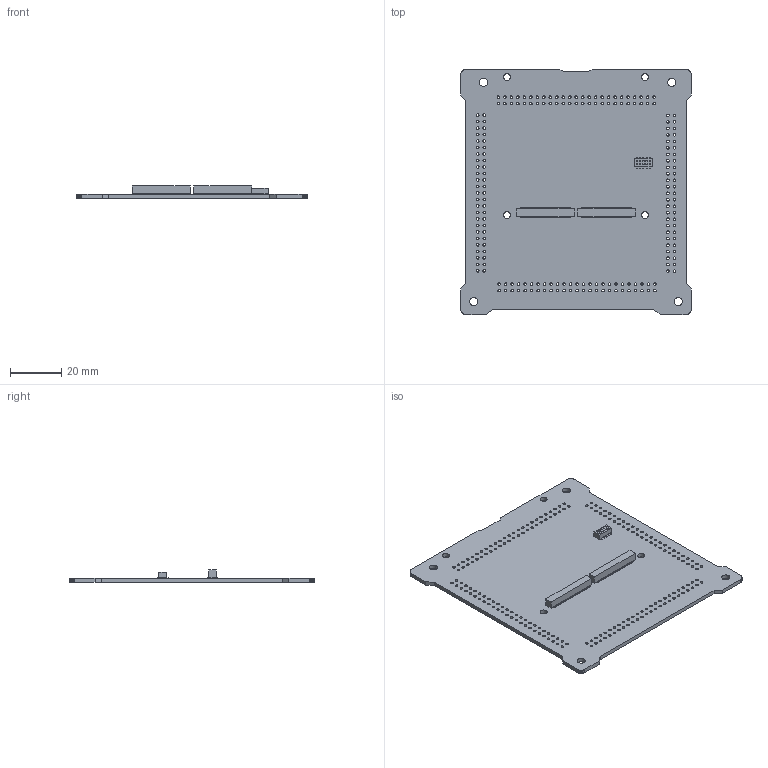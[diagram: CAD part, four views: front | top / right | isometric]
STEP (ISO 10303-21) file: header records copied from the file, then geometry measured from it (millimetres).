
FILE_DESCRIPTION(('KiCad electronic assembly'),'2;1');
FILE_NAME('PCBranch.step','2024-02-27T20:23:12',('Pcbnew'),('Kicad'), 'Open CASCADE STEP processor 7.7','KiCad to STEP converter','Unknown' );
FILE_SCHEMA(('AUTOMOTIVE_DESIGN { 1 0 10303 214 1 1 1 1 }'));
Length unit declared in the file: millimetre
Products named in the file (6): PCBranch 1; DF40HC_3.0_-100DS-0.4V_51_; COMPOUND; CLP-105-02-F-D; _autosave-PCBranch PCB
Assembly tree (6 placements, depth 3):
  PCBranch 1
    DF40HC_3.0_-100DS-0.4V_51_  x2
      COMPOUND
    CLP-105-02-F-D
      COMPOUND
    _autosave-PCBranch PCB
Bounding box: 90.17 x 95.89 x 4.78 mm (x, y, z)
Volume: 13079.5 mm3; surface area: 18487.7 mm2
Topology: 206 solids, 206 shells, 1620 faces, 3624 edges, 2416 vertices
Faces by surface type: plane 1392, cylinder 228
Full cylindrical faces by diameter (mm): 1 x200, 2.7 x4, 3.2 x4
Entity records: 62528 total; most frequent: CARTESIAN_POINT 12361, DIRECTION 9318, LINE 6324, VECTOR 6324, ORIENTED_EDGE 4824, PCURVE 4824, DEFINITIONAL_REPRESENTATION 4824, EDGE_CURVE 2412
